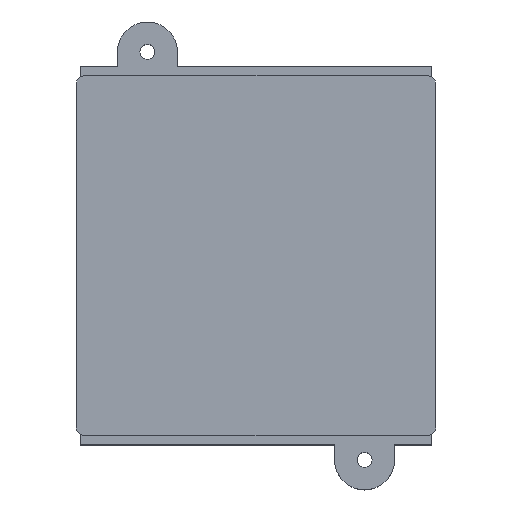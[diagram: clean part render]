
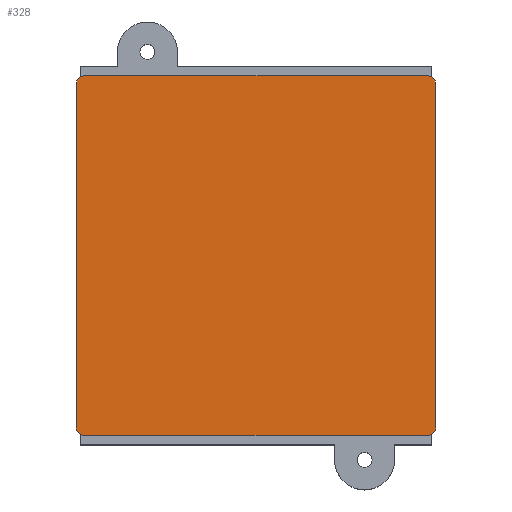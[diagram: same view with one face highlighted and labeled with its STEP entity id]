
A CAD part, top view. The second image highlights one B-rep face of the part: STEP entity #328.
In plain terms, the highlighted planar face has unit normal (0, 0, 1).
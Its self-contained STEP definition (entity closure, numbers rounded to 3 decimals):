
#41 = CARTESIAN_POINT ( 'NONE',  ( -24., 23., 8.5 ) ) ;
#58 = ORIENTED_EDGE ( 'NONE', *, *, #815, .T. ) ;
#81 = DIRECTION ( 'NONE',  ( 1., 0., 0. ) ) ;
#83 = DIRECTION ( 'NONE',  ( 1., 0., 0. ) ) ;
#113 = DIRECTION ( 'NONE',  ( 0., 0., 1. ) ) ;
#135 = VERTEX_POINT ( 'NONE', #925 ) ;
#146 = DIRECTION ( 'NONE',  ( 0., 0., 1. ) ) ;
#156 = CARTESIAN_POINT ( 'NONE',  ( 23., -23., 8.5 ) ) ;
#202 = EDGE_CURVE ( 'NONE', #388, #530, #246, .T. ) ;
#203 = VERTEX_POINT ( 'NONE', #896 ) ;
#246 = CIRCLE ( 'NONE', #1031, 1. ) ;
#248 = CARTESIAN_POINT ( 'NONE',  ( -23., 23., 8.5 ) ) ;
#283 = VERTEX_POINT ( 'NONE', #41 ) ;
#289 = ORIENTED_EDGE ( 'NONE', *, *, #595, .T. ) ;
#293 = CARTESIAN_POINT ( 'NONE',  ( -24., -24., 8.5 ) ) ;
#328 = ADVANCED_FACE ( 'NONE', ( #398 ), #852, .T. ) ;
#350 = CARTESIAN_POINT ( 'NONE',  ( -23., -23., 8.5 ) ) ;
#356 = LINE ( 'NONE', #817, #965 ) ;
#366 = EDGE_CURVE ( 'NONE', #283, #388, #715, .T. ) ;
#388 = VERTEX_POINT ( 'NONE', #991 ) ;
#398 = FACE_OUTER_BOUND ( 'NONE', #675, .T. ) ;
#400 = EDGE_CURVE ( 'NONE', #1113, #824, #504, .T. ) ;
#403 = DIRECTION ( 'NONE',  ( 0., -1., 0. ) ) ;
#472 = DIRECTION ( 'NONE',  ( 1., 0., 0. ) ) ;
#494 = AXIS2_PLACEMENT_3D ( 'NONE', #248, #113, #472 ) ;
#503 = AXIS2_PLACEMENT_3D ( 'NONE', #825, #685, #537 ) ;
#504 = LINE ( 'NONE', #585, #522 ) ;
#518 = ORIENTED_EDGE ( 'NONE', *, *, #202, .T. ) ;
#522 = VECTOR ( 'NONE', #1049, 1000. ) ;
#530 = VERTEX_POINT ( 'NONE', #629 ) ;
#537 = DIRECTION ( 'NONE',  ( 1., 0., 0. ) ) ;
#539 = VECTOR ( 'NONE', #737, 1000. ) ;
#578 = AXIS2_PLACEMENT_3D ( 'NONE', #156, #146, #1053 ) ;
#585 = CARTESIAN_POINT ( 'NONE',  ( -24., 24., 8.5 ) ) ;
#595 = EDGE_CURVE ( 'NONE', #135, #203, #356, .T. ) ;
#608 = VECTOR ( 'NONE', #403, 1000. ) ;
#613 = ORIENTED_EDGE ( 'NONE', *, *, #759, .T. ) ;
#629 = CARTESIAN_POINT ( 'NONE',  ( -23., -24., 8.5 ) ) ;
#638 = EDGE_CURVE ( 'NONE', #530, #952, #1054, .T. ) ;
#640 = ORIENTED_EDGE ( 'NONE', *, *, #400, .T. ) ;
#675 = EDGE_LOOP ( 'NONE', ( #1156, #613, #289, #773, #640, #58, #1017, #518 ) ) ;
#685 = DIRECTION ( 'NONE',  ( 0., 0., 1. ) ) ;
#715 = LINE ( 'NONE', #837, #608 ) ;
#737 = DIRECTION ( 'NONE',  ( 1., 0., 0. ) ) ;
#759 = EDGE_CURVE ( 'NONE', #952, #135, #1100, .T. ) ;
#773 = ORIENTED_EDGE ( 'NONE', *, *, #788, .T. ) ;
#781 = DIRECTION ( 'NONE',  ( 0., 0., 1. ) ) ;
#788 = EDGE_CURVE ( 'NONE', #203, #1113, #1070, .T. ) ;
#815 = EDGE_CURVE ( 'NONE', #824, #283, #1058, .T. ) ;
#817 = CARTESIAN_POINT ( 'NONE',  ( 24., 24., 8.5 ) ) ;
#824 = VERTEX_POINT ( 'NONE', #1077 ) ;
#825 = CARTESIAN_POINT ( 'NONE',  ( 23., 23., 8.5 ) ) ;
#837 = CARTESIAN_POINT ( 'NONE',  ( -24., 24., 8.5 ) ) ;
#852 = PLANE ( 'NONE',  #883 ) ;
#883 = AXIS2_PLACEMENT_3D ( 'NONE', #941, #895, #83 ) ;
#895 = DIRECTION ( 'NONE',  ( 0., 0., 1. ) ) ;
#896 = CARTESIAN_POINT ( 'NONE',  ( 24., 23., 8.5 ) ) ;
#922 = CARTESIAN_POINT ( 'NONE',  ( 23., 24., 8.5 ) ) ;
#925 = CARTESIAN_POINT ( 'NONE',  ( 24., -23., 8.5 ) ) ;
#941 = CARTESIAN_POINT ( 'NONE',  ( 0., 0., 8.5 ) ) ;
#952 = VERTEX_POINT ( 'NONE', #1244 ) ;
#965 = VECTOR ( 'NONE', #1004, 1000. ) ;
#991 = CARTESIAN_POINT ( 'NONE',  ( -24., -23., 8.5 ) ) ;
#1004 = DIRECTION ( 'NONE',  ( 0., 1., 0. ) ) ;
#1017 = ORIENTED_EDGE ( 'NONE', *, *, #366, .T. ) ;
#1031 = AXIS2_PLACEMENT_3D ( 'NONE', #350, #781, #81 ) ;
#1049 = DIRECTION ( 'NONE',  ( -1., 0., 0. ) ) ;
#1053 = DIRECTION ( 'NONE',  ( 1., 0., 0. ) ) ;
#1054 = LINE ( 'NONE', #293, #539 ) ;
#1058 = CIRCLE ( 'NONE', #494, 1. ) ;
#1070 = CIRCLE ( 'NONE', #503, 1. ) ;
#1077 = CARTESIAN_POINT ( 'NONE',  ( -23., 24., 8.5 ) ) ;
#1100 = CIRCLE ( 'NONE', #578, 1. ) ;
#1113 = VERTEX_POINT ( 'NONE', #922 ) ;
#1156 = ORIENTED_EDGE ( 'NONE', *, *, #638, .T. ) ;
#1244 = CARTESIAN_POINT ( 'NONE',  ( 23., -24., 8.5 ) ) ;
